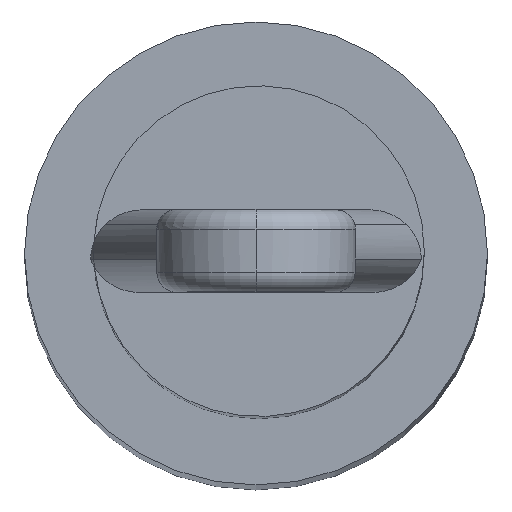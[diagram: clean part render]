
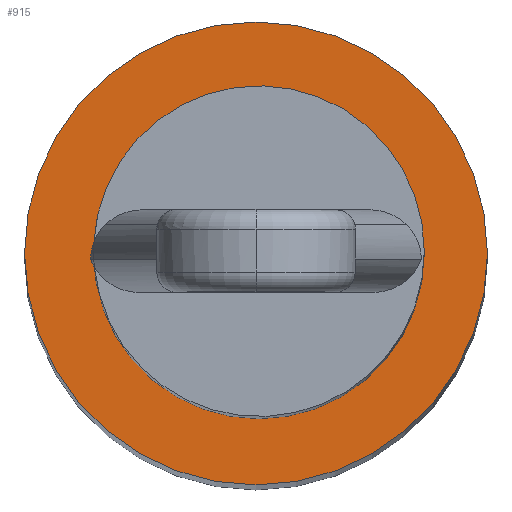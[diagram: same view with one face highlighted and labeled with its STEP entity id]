
A CAD part, top view. The second image highlights one B-rep face of the part: STEP entity #915.
In plain terms, the highlighted planar face has unit normal (0, 0, 1).
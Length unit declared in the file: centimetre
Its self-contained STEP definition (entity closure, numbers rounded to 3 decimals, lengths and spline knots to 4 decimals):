
#38 = CARTESIAN_POINT ( 'NONE',  ( -212.153, 0., 413.9356 ) ) ;
#116 = DIRECTION ( 'NONE',  ( 1., 0., 0. ) ) ;
#163 = EDGE_CURVE ( 'NONE', #1062, #1314, #980, .T. ) ;
#200 = CARTESIAN_POINT ( 'NONE',  ( -206.1083, 0., 413.9356 ) ) ;
#204 = DIRECTION ( 'NONE',  ( 1., 0., 0. ) ) ;
#213 = CARTESIAN_POINT ( 'NONE',  ( -205.153, 0., 413.9356 ) ) ;
#222 = CIRCLE ( 'NONE', #267, 3.5 ) ;
#237 = VERTEX_POINT ( 'NONE', #1281 ) ;
#265 = ORIENTED_EDGE ( 'NONE', *, *, #163, .F. ) ;
#267 = AXIS2_PLACEMENT_3D ( 'NONE', #687, #1138, #116 ) ;
#364 = AXIS2_PLACEMENT_3D ( 'NONE', #1149, #1041, #820 ) ;
#422 = EDGE_CURVE ( 'NONE', #1135, #237, #1466, .T. ) ;
#445 = DIRECTION ( 'NONE',  ( -1., 0., 0. ) ) ;
#598 = AXIS2_PLACEMENT_3D ( 'NONE', #650, #771, #1477 ) ;
#650 = CARTESIAN_POINT ( 'NONE',  ( -208.6083, 0., 413.9356 ) ) ;
#654 = EDGE_CURVE ( 'NONE', #1314, #1062, #222, .T. ) ;
#668 = PLANE ( 'NONE',  #1193 ) ;
#680 = FACE_OUTER_BOUND ( 'NONE', #786, .T. ) ;
#687 = CARTESIAN_POINT ( 'NONE',  ( -208.653, 0., 413.9356 ) ) ;
#731 = ORIENTED_EDGE ( 'NONE', *, *, #422, .F. ) ;
#738 = ORIENTED_EDGE ( 'NONE', *, *, #1137, .F. ) ;
#771 = DIRECTION ( 'NONE',  ( 0., 0., 1. ) ) ;
#786 = EDGE_LOOP ( 'NONE', ( #265, #1464 ) ) ;
#820 = DIRECTION ( 'NONE',  ( 1., 0., 0. ) ) ;
#915 = ADVANCED_FACE ( 'NONE', ( #937, #680 ), #668, .F. ) ;
#937 = FACE_BOUND ( 'NONE', #1142, .T. ) ;
#954 = AXIS2_PLACEMENT_3D ( 'NONE', #1214, #1008, #204 ) ;
#980 = CIRCLE ( 'NONE', #364, 3.5 ) ;
#982 = CIRCLE ( 'NONE', #598, 2.5 ) ;
#1008 = DIRECTION ( 'NONE',  ( 0., 0., 1. ) ) ;
#1015 = CARTESIAN_POINT ( 'NONE',  ( -208.653, 0., 413.9356 ) ) ;
#1041 = DIRECTION ( 'NONE',  ( 0., 0., -1. ) ) ;
#1062 = VERTEX_POINT ( 'NONE', #213 ) ;
#1135 = VERTEX_POINT ( 'NONE', #200 ) ;
#1137 = EDGE_CURVE ( 'NONE', #237, #1135, #982, .T. ) ;
#1138 = DIRECTION ( 'NONE',  ( 0., 0., -1. ) ) ;
#1142 = EDGE_LOOP ( 'NONE', ( #731, #738 ) ) ;
#1149 = CARTESIAN_POINT ( 'NONE',  ( -208.653, 0., 413.9356 ) ) ;
#1193 = AXIS2_PLACEMENT_3D ( 'NONE', #1015, #1273, #445 ) ;
#1214 = CARTESIAN_POINT ( 'NONE',  ( -208.6083, 0., 413.9356 ) ) ;
#1273 = DIRECTION ( 'NONE',  ( 0., 0., -1. ) ) ;
#1281 = CARTESIAN_POINT ( 'NONE',  ( -211.1083, 0., 413.9356 ) ) ;
#1314 = VERTEX_POINT ( 'NONE', #38 ) ;
#1464 = ORIENTED_EDGE ( 'NONE', *, *, #654, .F. ) ;
#1466 = CIRCLE ( 'NONE', #954, 2.5 ) ;
#1477 = DIRECTION ( 'NONE',  ( 1., 0., 0. ) ) ;
